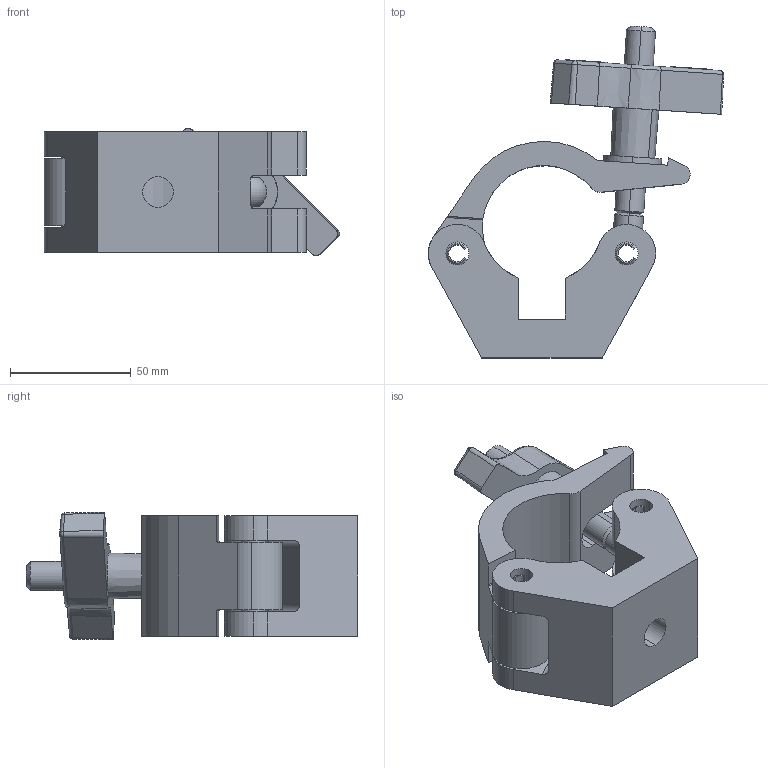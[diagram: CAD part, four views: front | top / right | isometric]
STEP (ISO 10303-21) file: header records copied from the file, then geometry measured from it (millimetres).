
FILE_DESCRIPTION (( 'STEP AP203' ), '1' );
FILE_NAME ('T57120 & T57121.STEP', '2018-03-20T16:01:32', ( '' ), ( '' ), 'SwSTEP 2.0', 'SolidWorks 2016', '' );
FILE_SCHEMA (( 'CONFIG_CONTROL_DESIGN' ));
Length unit declared in the file: millimetre
Products named in the file (10): A Washer_Bright washer BS 4320 - M12 (Form A); Doughty Knob_S0123; T78052_For T57120; F790; TH2000_TH2000 - 50MM WIDE; T57120 & T57121; TH156_TH156; TH2001_TH2001 - 50MM WIDE; TH157_TH157; TH733
Assembly tree (10 placements, depth 3):
  T57120 & T57121
    TH156_TH156
      TH2000_TH2000 - 50MM WIDE
    TH157_TH157
      TH2001_TH2001 - 50MM WIDE
    T78052_For T57120
      TH733
      A Washer_Bright washer BS 4320 - M12 (Form A)
      Doughty Knob_S0123
    F790  x2
Bounding box: 122.18 x 137.3 x 52.78 mm (x, y, z)
Volume: 217765.3 mm3; surface area: 58471 mm2
Topology: 7 solids, 7 shells, 346 faces, 887 edges, 580 vertices
Faces by surface type: plane 166, cylinder 138, cone 32, torus 10
Entity records: 11360 total; most frequent: CARTESIAN_POINT 1922, DIRECTION 1833, ORIENTED_EDGE 1698, EDGE_CURVE 849, AXIS2_PLACEMENT_3D 655, VERTEX_POINT 556, LINE 523, VECTOR 523
